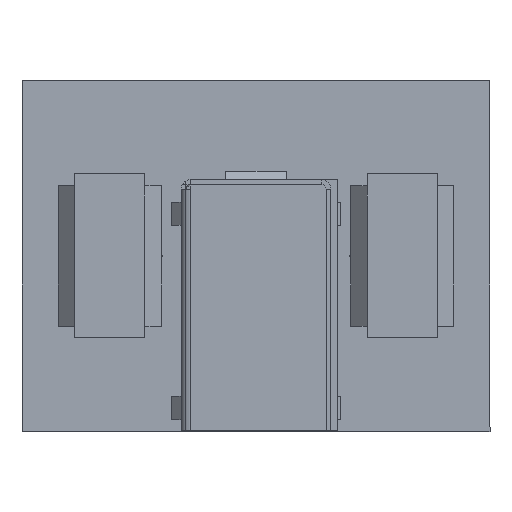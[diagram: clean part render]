
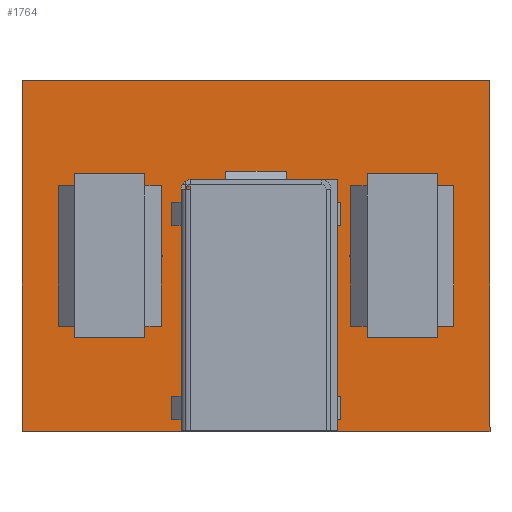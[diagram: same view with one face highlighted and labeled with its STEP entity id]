
A CAD part, top view. The second image highlights one B-rep face of the part: STEP entity #1764.
In plain terms, the highlighted planar face has unit normal (0, 0, 1).
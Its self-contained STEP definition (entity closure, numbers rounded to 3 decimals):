
#104=FACE_BOUND('',#424,.T.);
#105=FACE_BOUND('',#425,.T.);
#196=PLANE('',#2040);
#307=FACE_OUTER_BOUND('',#423,.T.);
#423=EDGE_LOOP('',(#1593,#1594,#1595,#1596));
#424=EDGE_LOOP('',(#1597,#1598));
#425=EDGE_LOOP('',(#1599,#1600));
#600=LINE('',#3061,#781);
#603=LINE('',#3067,#784);
#606=LINE('',#3073,#787);
#609=LINE('',#3077,#790);
#781=VECTOR('',#2494,10.);
#784=VECTOR('',#2499,10.);
#787=VECTOR('',#2504,10.);
#790=VECTOR('',#2509,10.);
#832=CIRCLE('',#2029,0.25);
#833=CIRCLE('',#2030,0.25);
#835=CIRCLE('',#2033,0.25);
#836=CIRCLE('',#2034,0.25);
#956=VERTEX_POINT('',#3039);
#957=VERTEX_POINT('',#3040);
#959=VERTEX_POINT('',#3047);
#960=VERTEX_POINT('',#3048);
#964=VERTEX_POINT('',#3058);
#965=VERTEX_POINT('',#3060);
#967=VERTEX_POINT('',#3066);
#969=VERTEX_POINT('',#3072);
#1165=EDGE_CURVE('',#956,#957,#832,.T.);
#1166=EDGE_CURVE('',#957,#956,#833,.T.);
#1169=EDGE_CURVE('',#959,#960,#835,.T.);
#1170=EDGE_CURVE('',#960,#959,#836,.T.);
#1175=EDGE_CURVE('',#965,#964,#600,.T.);
#1178=EDGE_CURVE('',#967,#965,#603,.T.);
#1181=EDGE_CURVE('',#969,#967,#606,.T.);
#1184=EDGE_CURVE('',#964,#969,#609,.T.);
#1593=ORIENTED_EDGE('',*,*,#1184,.T.);
#1594=ORIENTED_EDGE('',*,*,#1181,.T.);
#1595=ORIENTED_EDGE('',*,*,#1178,.T.);
#1596=ORIENTED_EDGE('',*,*,#1175,.T.);
#1597=ORIENTED_EDGE('',*,*,#1165,.T.);
#1598=ORIENTED_EDGE('',*,*,#1166,.T.);
#1599=ORIENTED_EDGE('',*,*,#1169,.T.);
#1600=ORIENTED_EDGE('',*,*,#1170,.T.);
#1764=ADVANCED_FACE('',(#307,#104,#105),#196,.T.);
#2029=AXIS2_PLACEMENT_3D('',#3041,#2474,#2475);
#2030=AXIS2_PLACEMENT_3D('',#3042,#2476,#2477);
#2033=AXIS2_PLACEMENT_3D('',#3049,#2483,#2484);
#2034=AXIS2_PLACEMENT_3D('',#3050,#2485,#2486);
#2040=AXIS2_PLACEMENT_3D('',#3078,#2510,#2511);
#2474=DIRECTION('center_axis',(0.,0.,-1.));
#2475=DIRECTION('ref_axis',(1.,0.,0.));
#2476=DIRECTION('center_axis',(0.,0.,-1.));
#2477=DIRECTION('ref_axis',(1.,0.,0.));
#2483=DIRECTION('center_axis',(0.,0.,-1.));
#2484=DIRECTION('ref_axis',(1.,0.,0.));
#2485=DIRECTION('center_axis',(0.,0.,-1.));
#2486=DIRECTION('ref_axis',(1.,0.,0.));
#2494=DIRECTION('',(0.,1.,0.));
#2499=DIRECTION('',(1.,0.,0.));
#2504=DIRECTION('',(0.,-1.,0.));
#2509=DIRECTION('',(-1.,0.,0.));
#2510=DIRECTION('center_axis',(0.,0.,1.));
#2511=DIRECTION('ref_axis',(1.,0.,0.));
#3039=CARTESIAN_POINT('',(-39.75,0.,40.));
#3040=CARTESIAN_POINT('',(-40.25,0.,40.));
#3041=CARTESIAN_POINT('Origin',(-40.,0.,40.));
#3042=CARTESIAN_POINT('Origin',(-40.,0.,40.));
#3047=CARTESIAN_POINT('',(40.25,0.,40.));
#3048=CARTESIAN_POINT('',(39.75,0.,40.));
#3049=CARTESIAN_POINT('Origin',(40.,0.,40.));
#3050=CARTESIAN_POINT('Origin',(40.,0.,40.));
#3058=CARTESIAN_POINT('',(100.,75.,40.));
#3060=CARTESIAN_POINT('',(100.,-75.,40.));
#3061=CARTESIAN_POINT('',(100.,75.,40.));
#3066=CARTESIAN_POINT('',(-100.,-75.,40.));
#3067=CARTESIAN_POINT('',(100.,-75.,40.));
#3072=CARTESIAN_POINT('',(-100.,75.,40.));
#3073=CARTESIAN_POINT('',(-100.,-75.,40.));
#3077=CARTESIAN_POINT('',(-100.,75.,40.));
#3078=CARTESIAN_POINT('Origin',(0.,0.,
40.));
